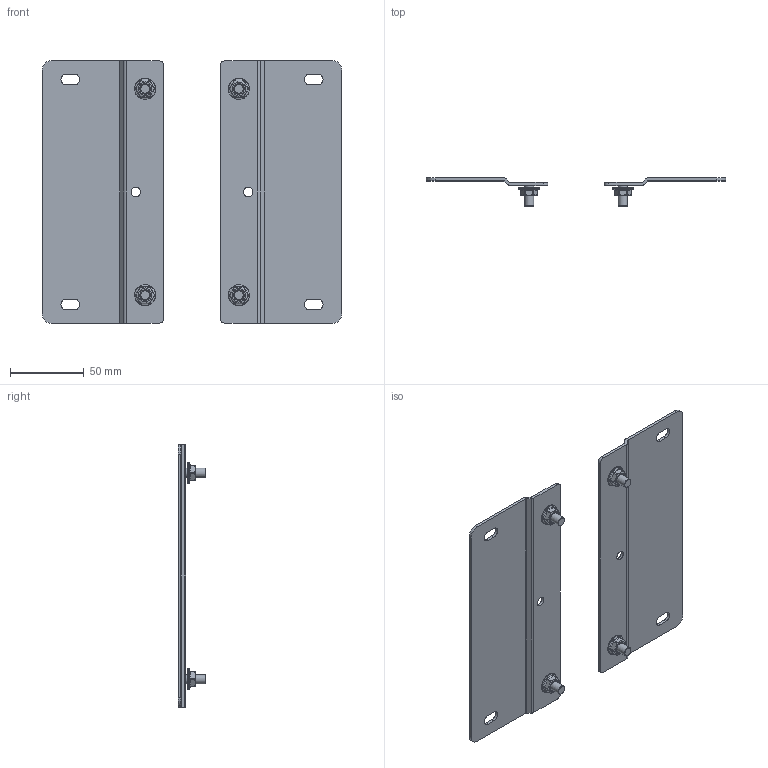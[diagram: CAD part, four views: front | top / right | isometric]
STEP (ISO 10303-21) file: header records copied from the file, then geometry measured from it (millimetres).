
FILE_DESCRIPTION (( 'STEP AP214' ), '1' );
FILE_NAME ('SCE-MST8.STEP', '2021-01-27T23:43:32', ( '' ), ( '' ), 'SwSTEP 2.0', 'SolidWorks 2019', '' );
FILE_SCHEMA (( 'AUTOMOTIVE_DESIGN' ));
Length unit declared in the file: inch
Products named in the file (1): SCE-MST8
Bounding box: 202.95 x 18.95 x 177.8 mm (x, y, z)
Volume: 61203.7 mm3; surface area: 64524.8 mm2
Topology: 10 solids, 10 shells, 1010 faces, 2890 edges, 1792 vertices
Faces by surface type: bspline 592, plane 332, cylinder 70, cone 16
Full cylindrical faces by diameter (mm): 6.299 x4, 6.35 x6, 6.363 x4, 8.56 x4, 14.288 x4
Entity records: 76225 total; most frequent: CARTESIAN_POINT 43979, ORIENTED_EDGE 5408, EDGE_CURVE 2704, B_SPLINE_CURVE_WITH_KNOTS 1840, VERTEX_POINT 1768, DIRECTION 1754, EDGE_LOOP 1084, FACE_OUTER_BOUND 1040
